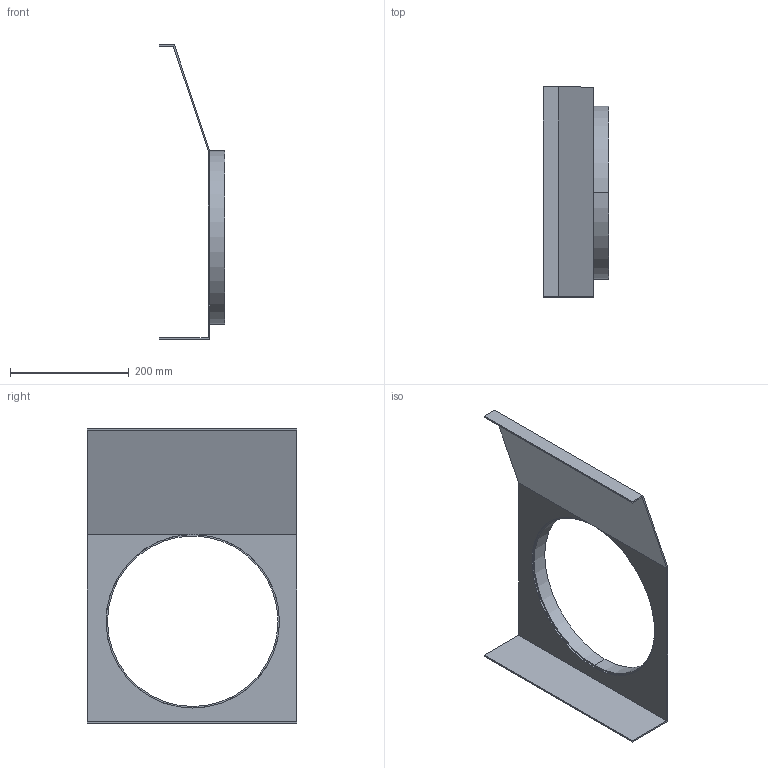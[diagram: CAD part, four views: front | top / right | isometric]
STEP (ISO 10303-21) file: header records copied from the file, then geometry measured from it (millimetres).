
FILE_DESCRIPTION(('produced by SPATIAL CORP'),'2;1');
FILE_NAME( 'condenser_shroud.prt.hh.sat.stp','2002-04-19T13:24:34+00:00',( 'SPATIAL CORP'),('SPATIAL CORP'),'ACIS STEP Husk', 'http://www.spatial.com','SPATIAL CORP');
FILE_SCHEMA(('CONFIG_CONTROL_DESIGN'));
Length unit declared in the file: millimetre
Products named in the file (1): PRODUCT_ID_1
Bounding box: 110.24 x 353.06 x 495.3 mm (x, y, z)
Volume: 435890.1 mm3; surface area: 355069 mm2
Topology: 1 solids, 1 shells, 23 faces, 55 edges, 34 vertices
Faces by surface type: plane 17, cylinder 6
Entity records: 748 total; most frequent: DIRECTION 115, CARTESIAN_POINT 112, ORIENTED_EDGE 110, EDGE_CURVE 55, VECTOR 41, LINE 41, AXIS2_PLACEMENT_3D 37, VERTEX_POINT 34
